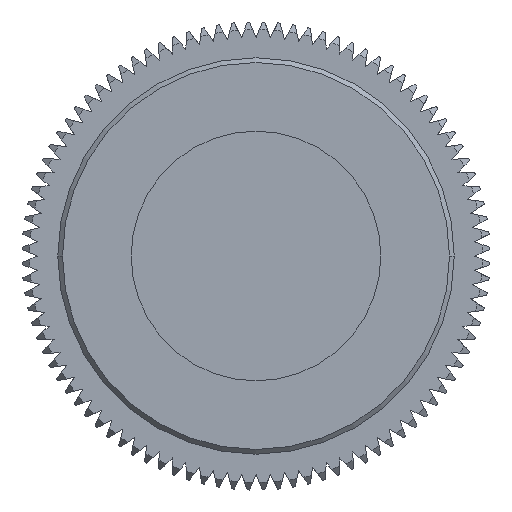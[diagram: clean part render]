
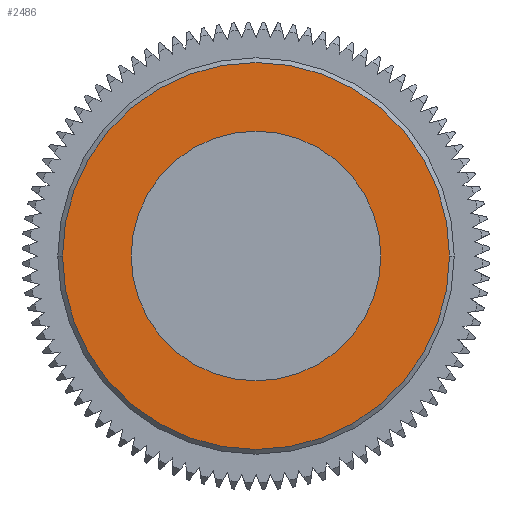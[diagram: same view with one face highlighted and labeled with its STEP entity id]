
A CAD part, left-side view. The second image highlights one B-rep face of the part: STEP entity #2486.
In plain terms, the highlighted planar face has unit normal (-1, 0, 0).
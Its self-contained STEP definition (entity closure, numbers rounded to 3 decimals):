
#440 = AXIS2_PLACEMENT_3D ( 'NONE', #6515, #6562, #9151 ) ;
#549 = DIRECTION ( 'NONE',  ( 0., 1., 0. ) ) ;
#1368 = DIRECTION ( 'NONE',  ( -1., 0., 0. ) ) ;
#2486 = ADVANCED_FACE ( 'NONE', ( #10241, #15365 ), #10058, .F. ) ;
#2919 = CIRCLE ( 'NONE', #4208, 12.4 ) ;
#3102 = EDGE_CURVE ( 'NONE', #3793, #16143, #6909, .T. ) ;
#3793 = VERTEX_POINT ( 'NONE', #4297 ) ;
#4208 = AXIS2_PLACEMENT_3D ( 'NONE', #7605, #8924, #10087 ) ;
#4297 = CARTESIAN_POINT ( 'NONE',  ( -10., -8., 0. ) ) ;
#4626 = DIRECTION ( 'NONE',  ( -1., 0., 0. ) ) ;
#5315 = EDGE_CURVE ( 'NONE', #10960, #11187, #2919, .T. ) ;
#5869 = EDGE_LOOP ( 'NONE', ( #10738, #8726 ) ) ;
#6515 = CARTESIAN_POINT ( 'NONE',  ( -10., 0., 0. ) ) ;
#6562 = DIRECTION ( 'NONE',  ( -1., 0., 0. ) ) ;
#6909 = CIRCLE ( 'NONE', #440, 8. ) ;
#7578 = DIRECTION ( 'NONE',  ( 1., 0., 0. ) ) ;
#7605 = CARTESIAN_POINT ( 'NONE',  ( -10., 0., 0. ) ) ;
#7760 = CARTESIAN_POINT ( 'NONE',  ( -10., -12.4, 0. ) ) ;
#8726 = ORIENTED_EDGE ( 'NONE', *, *, #16483, .T. ) ;
#8924 = DIRECTION ( 'NONE',  ( -1., 0., 0. ) ) ;
#9151 = DIRECTION ( 'NONE',  ( 0., -1., 0. ) ) ;
#9759 = CARTESIAN_POINT ( 'NONE',  ( -10., 0., 0. ) ) ;
#10058 = PLANE ( 'NONE',  #16951 ) ;
#10087 = DIRECTION ( 'NONE',  ( 0., 1., 0. ) ) ;
#10241 = FACE_BOUND ( 'NONE', #15468, .T. ) ;
#10738 = ORIENTED_EDGE ( 'NONE', *, *, #5315, .T. ) ;
#10960 = VERTEX_POINT ( 'NONE', #13450 ) ;
#10998 = CIRCLE ( 'NONE', #12751, 8. ) ;
#11187 = VERTEX_POINT ( 'NONE', #7760 ) ;
#11609 = CARTESIAN_POINT ( 'NONE',  ( -10., 8., 0. ) ) ;
#11881 = ORIENTED_EDGE ( 'NONE', *, *, #3102, .F. ) ;
#12202 = CIRCLE ( 'NONE', #16978, 12.4 ) ;
#12751 = AXIS2_PLACEMENT_3D ( 'NONE', #14502, #1368, #14440 ) ;
#13450 = CARTESIAN_POINT ( 'NONE',  ( -10., 12.4, 0. ) ) ;
#14078 = CARTESIAN_POINT ( 'NONE',  ( -10., -12.549, 12.549 ) ) ;
#14440 = DIRECTION ( 'NONE',  ( 0., -1., 0. ) ) ;
#14502 = CARTESIAN_POINT ( 'NONE',  ( -10., 0., 0. ) ) ;
#15365 = FACE_OUTER_BOUND ( 'NONE', #5869, .T. ) ;
#15468 = EDGE_LOOP ( 'NONE', ( #11881, #16558 ) ) ;
#15507 = EDGE_CURVE ( 'NONE', #16143, #3793, #10998, .T. ) ;
#16143 = VERTEX_POINT ( 'NONE', #11609 ) ;
#16483 = EDGE_CURVE ( 'NONE', #11187, #10960, #12202, .T. ) ;
#16558 = ORIENTED_EDGE ( 'NONE', *, *, #15507, .F. ) ;
#16653 = DIRECTION ( 'NONE',  ( 0., 0., -1. ) ) ;
#16951 = AXIS2_PLACEMENT_3D ( 'NONE', #14078, #7578, #16653 ) ;
#16978 = AXIS2_PLACEMENT_3D ( 'NONE', #9759, #4626, #549 ) ;
